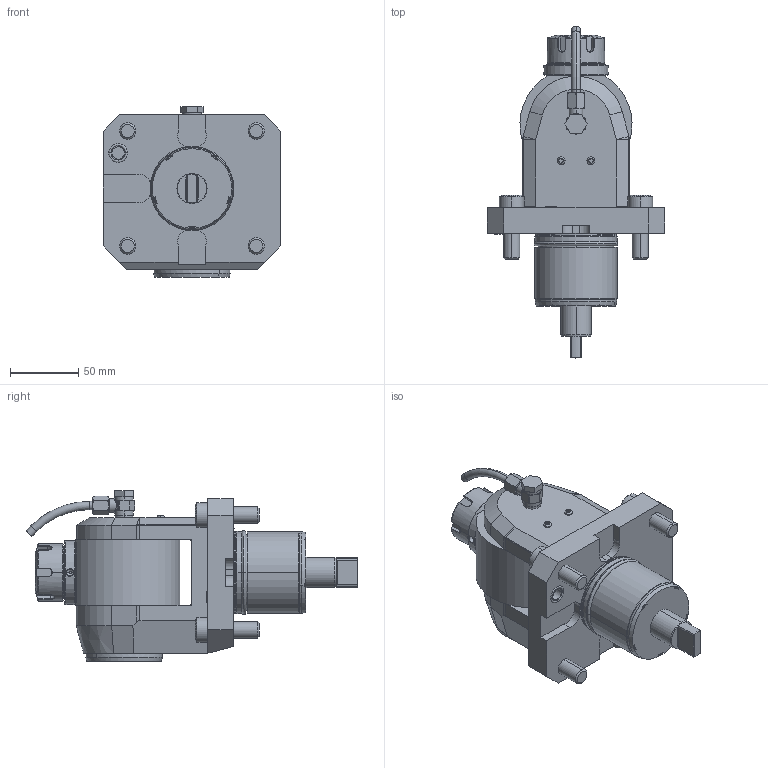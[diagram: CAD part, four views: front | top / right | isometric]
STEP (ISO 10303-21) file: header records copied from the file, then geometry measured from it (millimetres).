
FILE_DESCRIPTION((''),'2;1');
FILE_NAME('NGT2_60_501_25_1_MS','2021-08-20T',('vali'),('NOVA GRUP'),'PRO/ENGINEER BY PARAMETRIC TECHNOLOGY CORPORATION, 2010280','PRO/ENGINEER BY PARAMETRIC TECHNOLOGY CORPORATION, 2010280','');
FILE_SCHEMA(('CONFIG_CONTROL_DESIGN'));
Length unit declared in the file: millimetre
Products named in the file (1): NGT2_60_501_25_1_MS
Bounding box: 130 x 242.67 x 124.9 mm (x, y, z)
Volume: 1099284.2 mm3; surface area: 107653.8 mm2
Topology: 2 solids, 3 shells, 642 faces, 1553 edges, 957 vertices
Faces by surface type: plane 259, cylinder 197, cone 73, bspline 66, torus 47
Entity records: 27538 total; most frequent: CARTESIAN_POINT 13095, ORIENTED_EDGE 3106, DIRECTION 2795, EDGE_CURVE 1553, AXIS2_PLACEMENT_3D 1008, VERTEX_POINT 957, VECTOR 779, LINE 779
